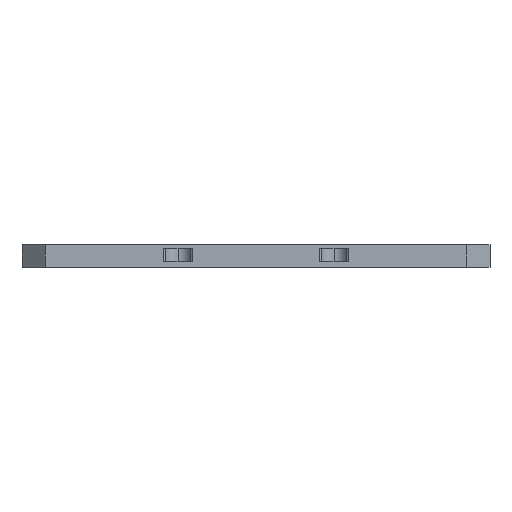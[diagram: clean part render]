
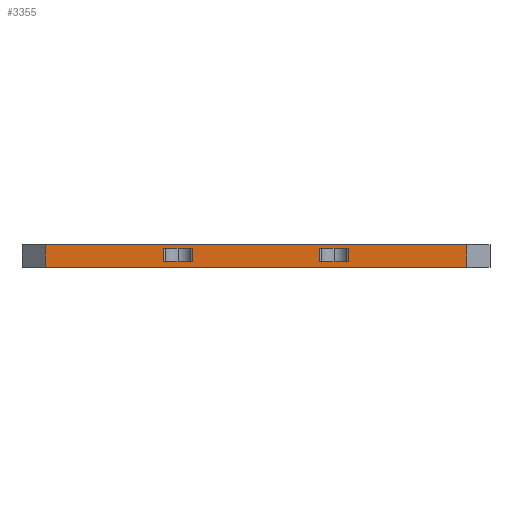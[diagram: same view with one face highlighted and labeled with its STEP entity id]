
A CAD part, front view. The second image highlights one B-rep face of the part: STEP entity #3355.
In plain terms, the highlighted planar face has unit normal (0, -1, 0).
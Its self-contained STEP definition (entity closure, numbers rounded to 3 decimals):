
#154=CARTESIAN_POINT('',(1353.8,-1862.,0.));
#155=VERTEX_POINT('',#154);
#162=CARTESIAN_POINT('',(1278.2,-1862.,0.));
#163=VERTEX_POINT('',#162);
#164=CARTESIAN_POINT('',(1278.2,-1862.,0.));
#165=DIRECTION('',(1.,0.,-0.));
#166=VECTOR('',#165,75.6);
#167=LINE('',#164,#166);
#168=EDGE_CURVE('',#163,#155,#167,.T.);
#779=CARTESIAN_POINT('',(1278.2,-1862.,4.));
#780=VERTEX_POINT('',#779);
#787=CARTESIAN_POINT('',(1353.8,-1862.,4.));
#788=VERTEX_POINT('',#787);
#789=CARTESIAN_POINT('',(1353.8,-1862.,4.));
#790=DIRECTION('',(-1.,-0.,0.));
#791=VECTOR('',#790,75.6);
#792=LINE('',#789,#791);
#793=EDGE_CURVE('',#788,#780,#792,.T.);
#3266=CARTESIAN_POINT('',(1323.962,-1862.,6.8));
#3267=DIRECTION('',(0.,1.,0.));
#3268=DIRECTION('',(0.,0.,1.));
#3269=AXIS2_PLACEMENT_3D('',#3266,#3267,#3268);
#3270=PLANE('',#3269);
#3271=CARTESIAN_POINT('',(1278.2,-1862.,4.));
#3272=DIRECTION('',(-0.,-0.,-1.));
#3273=VECTOR('',#3272,4.);
#3274=LINE('',#3271,#3273);
#3275=EDGE_CURVE('',#780,#163,#3274,.T.);
#3276=ORIENTED_EDGE('',*,*,#3275,.T.);
#3277=ORIENTED_EDGE('',*,*,#168,.T.);
#3278=CARTESIAN_POINT('',(1353.8,-1862.,0.));
#3279=DIRECTION('',(0.,0.,1.));
#3280=VECTOR('',#3279,4.);
#3281=LINE('',#3278,#3280);
#3282=EDGE_CURVE('',#155,#788,#3281,.T.);
#3283=ORIENTED_EDGE('',*,*,#3282,.T.);
#3284=ORIENTED_EDGE('',*,*,#793,.T.);
#3285=EDGE_LOOP('',(#3276,#3277,#3283,#3284));
#3286=FACE_BOUND('',#3285,.T.);
#3287=CARTESIAN_POINT('',(1299.433,-1862.,1.));
#3288=VERTEX_POINT('',#3287);
#3289=CARTESIAN_POINT('',(1304.567,-1862.,1.));
#3290=VERTEX_POINT('',#3289);
#3291=CARTESIAN_POINT('',(1299.433,-1862.,1.));
#3292=DIRECTION('',(1.,0.,-0.));
#3293=VECTOR('',#3292,5.134);
#3294=LINE('',#3291,#3293);
#3295=EDGE_CURVE('',#3288,#3290,#3294,.T.);
#3296=ORIENTED_EDGE('',*,*,#3295,.F.);
#3297=CARTESIAN_POINT('',(1299.433,-1862.,3.4));
#3298=VERTEX_POINT('',#3297);
#3299=CARTESIAN_POINT('',(1299.433,-1862.,3.4));
#3300=DIRECTION('',(0.,0.,-1.));
#3301=VECTOR('',#3300,2.4);
#3302=LINE('',#3299,#3301);
#3303=EDGE_CURVE('',#3298,#3288,#3302,.T.);
#3304=ORIENTED_EDGE('',*,*,#3303,.F.);
#3305=CARTESIAN_POINT('',(1304.567,-1862.,3.4));
#3306=VERTEX_POINT('',#3305);
#3307=CARTESIAN_POINT('',(1299.433,-1862.,3.4));
#3308=DIRECTION('',(1.,0.,-0.));
#3309=VECTOR('',#3308,5.134);
#3310=LINE('',#3307,#3309);
#3311=EDGE_CURVE('',#3298,#3306,#3310,.T.);
#3312=ORIENTED_EDGE('',*,*,#3311,.T.);
#3313=CARTESIAN_POINT('',(1304.567,-1862.,1.));
#3314=DIRECTION('',(-0.,-0.,1.));
#3315=VECTOR('',#3314,2.4);
#3316=LINE('',#3313,#3315);
#3317=EDGE_CURVE('',#3290,#3306,#3316,.T.);
#3318=ORIENTED_EDGE('',*,*,#3317,.F.);
#3319=EDGE_LOOP('',(#3296,#3304,#3312,#3318));
#3320=FACE_BOUND('',#3319,.T.);
#3321=CARTESIAN_POINT('',(1332.567,-1862.,1.));
#3322=VERTEX_POINT('',#3321);
#3323=CARTESIAN_POINT('',(1332.567,-1862.,3.4));
#3324=VERTEX_POINT('',#3323);
#3325=CARTESIAN_POINT('',(1332.567,-1862.,1.));
#3326=DIRECTION('',(-0.,-0.,1.));
#3327=VECTOR('',#3326,2.4);
#3328=LINE('',#3325,#3327);
#3329=EDGE_CURVE('',#3322,#3324,#3328,.T.);
#3330=ORIENTED_EDGE('',*,*,#3329,.F.);
#3331=CARTESIAN_POINT('',(1327.433,-1862.,1.));
#3332=VERTEX_POINT('',#3331);
#3333=CARTESIAN_POINT('',(1327.433,-1862.,1.));
#3334=DIRECTION('',(1.,0.,-0.));
#3335=VECTOR('',#3334,5.134);
#3336=LINE('',#3333,#3335);
#3337=EDGE_CURVE('',#3332,#3322,#3336,.T.);
#3338=ORIENTED_EDGE('',*,*,#3337,.F.);
#3339=CARTESIAN_POINT('',(1327.433,-1862.,3.4));
#3340=VERTEX_POINT('',#3339);
#3341=CARTESIAN_POINT('',(1327.433,-1862.,3.4));
#3342=DIRECTION('',(0.,0.,-1.));
#3343=VECTOR('',#3342,2.4);
#3344=LINE('',#3341,#3343);
#3345=EDGE_CURVE('',#3340,#3332,#3344,.T.);
#3346=ORIENTED_EDGE('',*,*,#3345,.F.);
#3347=CARTESIAN_POINT('',(1327.433,-1862.,3.4));
#3348=DIRECTION('',(1.,0.,-0.));
#3349=VECTOR('',#3348,5.134);
#3350=LINE('',#3347,#3349);
#3351=EDGE_CURVE('',#3340,#3324,#3350,.T.);
#3352=ORIENTED_EDGE('',*,*,#3351,.T.);
#3353=EDGE_LOOP('',(#3330,#3338,#3346,#3352));
#3354=FACE_BOUND('',#3353,.T.);
#3355=ADVANCED_FACE('',(#3286,#3320,#3354),#3270,.F.);
